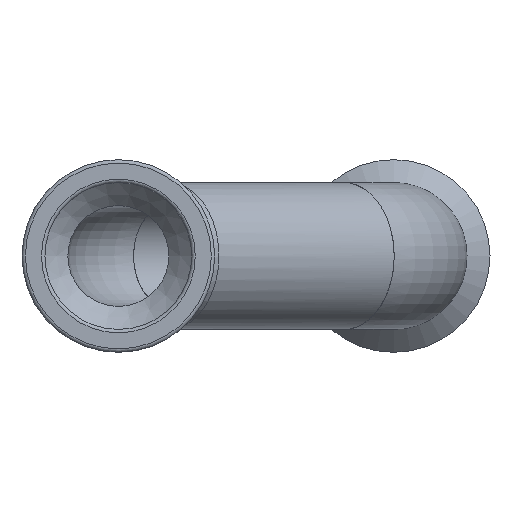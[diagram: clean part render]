
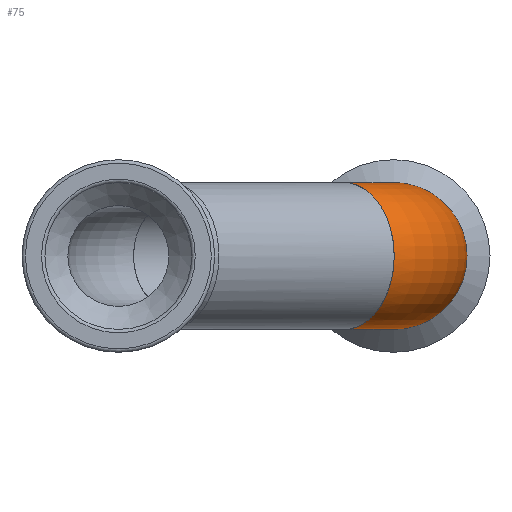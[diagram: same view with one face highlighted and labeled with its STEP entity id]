
A CAD part, left-side view. The second image highlights one B-rep face of the part: STEP entity #75.
In plain terms, the highlighted toroidal (fillet/blend) face has major radius 35 mm and minor radius 16.001 mm.
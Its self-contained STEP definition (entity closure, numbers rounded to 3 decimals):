
#75 = ADVANCED_FACE( '', ( #110, #111 ), #112, .T. );
#110 = FACE_OUTER_BOUND( '', #206, .T. );
#111 = FACE_OUTER_BOUND( '', #207, .T. );
#112 = TOROIDAL_SURFACE( '', #208, 35., 16.001 );
#206 = EDGE_LOOP( '', ( #302, #303, #304, #305 ) );
#207 = EDGE_LOOP( '', ( #306 ) );
#208 = AXIS2_PLACEMENT_3D( '', #307, #308, #309 );
#302 = ORIENTED_EDGE( '', *, *, #496, .T. );
#303 = ORIENTED_EDGE( '', *, *, #497, .T. );
#304 = ORIENTED_EDGE( '', *, *, #498, .T. );
#305 = ORIENTED_EDGE( '', *, *, #499, .T. );
#306 = ORIENTED_EDGE( '', *, *, #500, .F. );
#307 = CARTESIAN_POINT( '', ( 129.012, -25., 0. ) );
#308 = DIRECTION( '', ( 0., 0., 1. ) );
#309 = DIRECTION( '', ( 1., 0., 0. ) );
#496 = EDGE_CURVE( '', #542, #543, #544, .T. );
#497 = EDGE_CURVE( '', #543, #545, #546, .T. );
#498 = EDGE_CURVE( '', #545, #547, #548, .T. );
#499 = EDGE_CURVE( '', #547, #542, #549, .T. );
#500 = EDGE_CURVE( '', #550, #550, #551, .T. );
#542 = VERTEX_POINT( '', #628 );
#543 = VERTEX_POINT( '', #629 );
#544 = CIRCLE( '', #630, 16.001 );
#545 = VERTEX_POINT( '', #631 );
#546 = B_SPLINE_CURVE_WITH_KNOTS( '', 3, ( #632, #633, #634, #635 ), .UNSPECIFIED., .F., .F., ( 4, 4 ), ( 0.019, 0.019 ), .UNSPECIFIED. );
#547 = VERTEX_POINT( '', #636 );
#548 = B_SPLINE_CURVE_WITH_KNOTS( '', 3, ( #637, #638, #639, #640, #641, #642, #643, #644, #645, #646, #647, #648, #649, #650, #651, #652, #653, #654, #655, #656, #657, #658, #659, #660, #661, #662, #663, #664, #665, #666, #667, #668, #669, #670, #671, #672, #673, #674, #675, #676, #677, #678, #679, #680, #681, #682, #683, #684 ), .UNSPECIFIED., .F., .F., ( 4, 2, 2, 2, 2, 2, 2, 2, 2, 2, 2, 2, 2, 2, 2, 2, 2, 2, 2, 2, 2, 2, 2, 4 ), ( 0.001, 0.004, 0.006, 0.007, 0.01, 0.012, 0.013, 0.016, 0.019, 0.02, 0.022, 0.025, 0.026, 0.028, 0.031, 0.032, 0.034, 0.037, 0.038, 0.039, 0.042, 0.044, 0.045, 0.048 ), .UNSPECIFIED. );
#549 = B_SPLINE_CURVE_WITH_KNOTS( '', 3, ( #685, #686, #687, #688 ), .UNSPECIFIED., .F., .F., ( 4, 4 ), ( 0.019, 0.019 ), .UNSPECIFIED. );
#550 = VERTEX_POINT( '', #689 );
#551 = CIRCLE( '', #690, 16.001 );
#628 = CARTESIAN_POINT( '', ( 104.776, -47.991, 15.921 ) );
#629 = CARTESIAN_POINT( '', ( 104.776, -47.991, -15.921 ) );
#630 = AXIS2_PLACEMENT_3D( '', #1064, #1065, #1066 );
#631 = CARTESIAN_POINT( '', ( 104.799, -48.016, -15.922 ) );
#632 = CARTESIAN_POINT( '', ( 104.776, -47.991, -15.921 ) );
#633 = CARTESIAN_POINT( '', ( 104.783, -48., -15.922 ) );
#634 = CARTESIAN_POINT( '', ( 104.791, -48.008, -15.922 ) );
#635 = CARTESIAN_POINT( '', ( 104.799, -48.016, -15.922 ) );
#636 = CARTESIAN_POINT( '', ( 104.799, -48.016, 15.922 ) );
#637 = CARTESIAN_POINT( '', ( 104.799, -48.016, -15.922 ) );
#638 = CARTESIAN_POINT( '', ( 105.505, -47.345, -15.824 ) );
#639 = CARTESIAN_POINT( '', ( 106.2, -46.685, -15.639 ) );
#640 = CARTESIAN_POINT( '', ( 107.225, -45.711, -15.227 ) );
#641 = CARTESIAN_POINT( '', ( 107.565, -45.387, -15.067 ) );
#642 = CARTESIAN_POINT( '', ( 108.23, -44.756, -14.705 ) );
#643 = CARTESIAN_POINT( '', ( 108.555, -44.448, -14.505 ) );
#644 = CARTESIAN_POINT( '', ( 109.504, -43.546, -13.844 ) );
#645 = CARTESIAN_POINT( '', ( 110.104, -42.975, -13.326 ) );
#646 = CARTESIAN_POINT( '', ( 110.957, -42.166, -12.431 ) );
#647 = CARTESIAN_POINT( '', ( 111.233, -41.903, -12.112 ) );
#648 = CARTESIAN_POINT( '', ( 111.757, -41.405, -11.447 ) );
#649 = CARTESIAN_POINT( '', ( 112.007, -41.168, -11.1 ) );
#650 = CARTESIAN_POINT( '', ( 112.719, -40.491, -10.014 ) );
#651 = CARTESIAN_POINT( '', ( 113.146, -40.086, -9.232 ) );
#652 = CARTESIAN_POINT( '', ( 113.898, -39.371, -7.546 ) );
#653 = CARTESIAN_POINT( '', ( 114.213, -39.072, -6.667 ) );
#654 = CARTESIAN_POINT( '', ( 114.595, -38.709, -5.301 ) );
#655 = CARTESIAN_POINT( '', ( 114.707, -38.603, -4.837 ) );
#656 = CARTESIAN_POINT( '', ( 114.901, -38.418, -3.893 ) );
#657 = CARTESIAN_POINT( '', ( 114.984, -38.34, -3.41 ) );
#658 = CARTESIAN_POINT( '', ( 115.18, -38.154, -1.955 ) );
#659 = CARTESIAN_POINT( '', ( 115.244, -38.093, -0.982 ) );
#660 = CARTESIAN_POINT( '', ( 115.244, -38.092, 0.484 ) );
#661 = CARTESIAN_POINT( '', ( 115.228, -38.108, 0.973 ) );
#662 = CARTESIAN_POINT( '', ( 115.163, -38.17, 1.954 ) );
#663 = CARTESIAN_POINT( '', ( 115.114, -38.217, 2.446 ) );
#664 = CARTESIAN_POINT( '', ( 114.918, -38.403, 3.894 ) );
#665 = CARTESIAN_POINT( '', ( 114.725, -38.586, 4.834 ) );
#666 = CARTESIAN_POINT( '', ( 114.343, -38.949, 6.204 ) );
#667 = CARTESIAN_POINT( '', ( 114.2, -39.085, 6.654 ) );
#668 = CARTESIAN_POINT( '', ( 113.881, -39.387, 7.541 ) );
#669 = CARTESIAN_POINT( '', ( 113.708, -39.552, 7.972 ) );
#670 = CARTESIAN_POINT( '', ( 113.15, -40.082, 9.223 ) );
#671 = CARTESIAN_POINT( '', ( 112.725, -40.486, 10.004 ) );
#672 = CARTESIAN_POINT( '', ( 112.009, -41.166, 11.096 ) );
#673 = CARTESIAN_POINT( '', ( 111.756, -41.406, 11.449 ) );
#674 = CARTESIAN_POINT( '', ( 111.23, -41.907, 12.116 ) );
#675 = CARTESIAN_POINT( '', ( 110.957, -42.166, 12.43 ) );
#676 = CARTESIAN_POINT( '', ( 110.111, -42.969, 13.319 ) );
#677 = CARTESIAN_POINT( '', ( 109.511, -43.539, 13.838 ) );
#678 = CARTESIAN_POINT( '', ( 108.555, -44.447, 14.504 ) );
#679 = CARTESIAN_POINT( '', ( 108.227, -44.759, 14.708 ) );
#680 = CARTESIAN_POINT( '', ( 107.564, -45.389, 15.068 ) );
#681 = CARTESIAN_POINT( '', ( 107.228, -45.708, 15.226 ) );
#682 = CARTESIAN_POINT( '', ( 106.209, -46.676, 15.635 ) );
#683 = CARTESIAN_POINT( '', ( 105.512, -47.338, 15.823 ) );
#684 = CARTESIAN_POINT( '', ( 104.799, -48.016, 15.922 ) );
#685 = CARTESIAN_POINT( '', ( 104.799, -48.016, 15.922 ) );
#686 = CARTESIAN_POINT( '', ( 104.791, -48.008, 15.922 ) );
#687 = CARTESIAN_POINT( '', ( 104.783, -48., 15.922 ) );
#688 = CARTESIAN_POINT( '', ( 104.776, -47.991, 15.921 ) );
#689 = CARTESIAN_POINT( '', ( 129.012, -60., -16.001 ) );
#690 = AXIS2_PLACEMENT_3D( '', #1067, #1068, #1069 );
#1064 = CARTESIAN_POINT( '', ( 103.62, -49.088, 0. ) );
#1065 = DIRECTION( '', ( 0.688, -0.725, 0. ) );
#1066 = DIRECTION( '', ( 0., 0., -1. ) );
#1067 = CARTESIAN_POINT( '', ( 129.012, -60., 0. ) );
#1068 = DIRECTION( '', ( 1., 0., 0. ) );
#1069 = DIRECTION( '', ( 0., 0., -1. ) );
